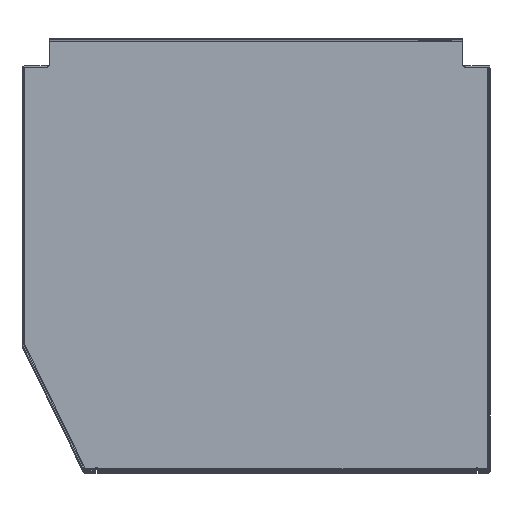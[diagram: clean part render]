
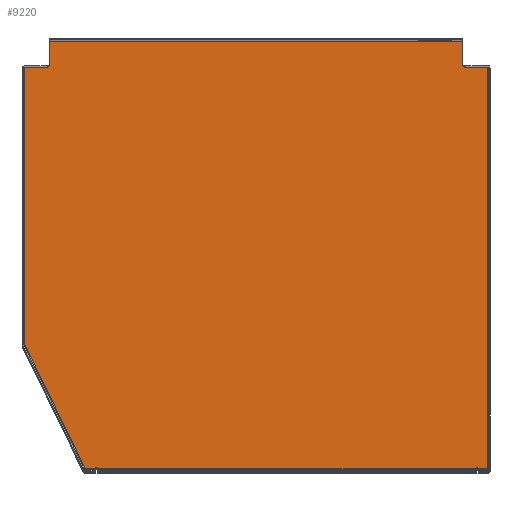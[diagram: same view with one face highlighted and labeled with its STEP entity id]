
A CAD part, top view. The second image highlights one B-rep face of the part: STEP entity #9220.
In plain terms, the highlighted planar face has unit normal (0, 0, 1).
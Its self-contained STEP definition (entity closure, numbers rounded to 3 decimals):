
#152=PLANE('',#9806);
#575=FACE_OUTER_BOUND('',#1094,.T.);
#1094=EDGE_LOOP('',(#6479,#6480,#6481,#6482,#6483,#6484,#6485,#6486,#6487,
#6488,#6489,#6490,#6491,#6492,#6493,#6494,#6495,#6496,#6497));
#1643=LINE('',#12990,#2792);
#1647=LINE('',#13017,#2796);
#1678=LINE('',#13124,#2827);
#1688=LINE('',#13150,#2837);
#1690=LINE('',#13157,#2839);
#1691=LINE('',#13158,#2840);
#1692=LINE('',#13160,#2841);
#1693=LINE('',#13164,#2842);
#1694=LINE('',#13166,#2843);
#1695=LINE('',#13168,#2844);
#1696=LINE('',#13171,#2845);
#1697=LINE('',#13173,#2846);
#1698=LINE('',#13175,#2847);
#1699=LINE('',#13176,#2848);
#1700=LINE('',#13179,#2849);
#2792=VECTOR('',#10456,10.);
#2796=VECTOR('',#10480,10.);
#2827=VECTOR('',#10577,10.);
#2837=VECTOR('',#10595,10.);
#2839=VECTOR('',#10603,1.783);
#2840=VECTOR('',#10604,10.);
#2841=VECTOR('',#10605,10.);
#2842=VECTOR('',#10608,10.);
#2843=VECTOR('',#10609,10.);
#2844=VECTOR('',#10610,10.);
#2845=VECTOR('',#10613,10.);
#2846=VECTOR('',#10614,10.);
#2847=VECTOR('',#10615,10.);
#2848=VECTOR('',#10616,10.);
#2849=VECTOR('',#10619,10.);
#3969=CIRCLE('',#9805,1.25);
#3970=CIRCLE('',#9807,1.);
#3971=CIRCLE('',#9808,1.);
#3972=CIRCLE('',#9809,1.25);
#4117=VERTEX_POINT('',#12983);
#4120=VERTEX_POINT('',#12988);
#4126=VERTEX_POINT('',#13005);
#4128=VERTEX_POINT('',#13011);
#4165=VERTEX_POINT('',#13117);
#4168=VERTEX_POINT('',#13122);
#4177=VERTEX_POINT('',#13143);
#4180=VERTEX_POINT('',#13148);
#4181=VERTEX_POINT('',#13152);
#4182=VERTEX_POINT('',#13156);
#4183=VERTEX_POINT('',#13159);
#4184=VERTEX_POINT('',#13161);
#4185=VERTEX_POINT('',#13163);
#4186=VERTEX_POINT('',#13165);
#4187=VERTEX_POINT('',#13167);
#4188=VERTEX_POINT('',#13169);
#4189=VERTEX_POINT('',#13172);
#4190=VERTEX_POINT('',#13174);
#4191=VERTEX_POINT('',#13177);
#5014=EDGE_CURVE('',#4120,#4117,#1643,.T.);
#5025=EDGE_CURVE('',#4128,#4126,#1647,.T.);
#5077=EDGE_CURVE('',#4165,#4168,#1678,.T.);
#5089=EDGE_CURVE('',#4177,#4180,#1688,.T.);
#5090=EDGE_CURVE('',#4117,#4181,#3969,.T.);
#5092=EDGE_CURVE('',#4182,#4120,#1690,.T.);
#5093=EDGE_CURVE('',#4182,#4177,#1691,.T.);
#5094=EDGE_CURVE('',#4180,#4183,#1692,.T.);
#5095=EDGE_CURVE('',#4184,#4183,#3970,.T.);
#5096=EDGE_CURVE('',#4184,#4185,#1693,.T.);
#5097=EDGE_CURVE('',#4186,#4185,#1694,.T.);
#5098=EDGE_CURVE('',#4187,#4186,#1695,.T.);
#5099=EDGE_CURVE('',#4188,#4187,#3971,.T.);
#5100=EDGE_CURVE('',#4188,#4165,#1696,.T.);
#5101=EDGE_CURVE('',#4168,#4189,#1697,.T.);
#5102=EDGE_CURVE('',#4190,#4189,#1698,.T.);
#5103=EDGE_CURVE('',#4190,#4126,#1699,.T.);
#5104=EDGE_CURVE('',#4128,#4191,#3972,.T.);
#5105=EDGE_CURVE('',#4181,#4191,#1700,.T.);
#6479=ORIENTED_EDGE('',*,*,#5014,.F.);
#6480=ORIENTED_EDGE('',*,*,#5092,.F.);
#6481=ORIENTED_EDGE('',*,*,#5093,.T.);
#6482=ORIENTED_EDGE('',*,*,#5089,.T.);
#6483=ORIENTED_EDGE('',*,*,#5094,.T.);
#6484=ORIENTED_EDGE('',*,*,#5095,.F.);
#6485=ORIENTED_EDGE('',*,*,#5096,.T.);
#6486=ORIENTED_EDGE('',*,*,#5097,.F.);
#6487=ORIENTED_EDGE('',*,*,#5098,.F.);
#6488=ORIENTED_EDGE('',*,*,#5099,.F.);
#6489=ORIENTED_EDGE('',*,*,#5100,.T.);
#6490=ORIENTED_EDGE('',*,*,#5077,.T.);
#6491=ORIENTED_EDGE('',*,*,#5101,.T.);
#6492=ORIENTED_EDGE('',*,*,#5102,.F.);
#6493=ORIENTED_EDGE('',*,*,#5103,.T.);
#6494=ORIENTED_EDGE('',*,*,#5025,.F.);
#6495=ORIENTED_EDGE('',*,*,#5104,.T.);
#6496=ORIENTED_EDGE('',*,*,#5105,.F.);
#6497=ORIENTED_EDGE('',*,*,#5090,.F.);
#9220=ADVANCED_FACE('',(#575),#152,.F.);
#9805=AXIS2_PLACEMENT_3D('',#13153,#10598,#10599);
#9806=AXIS2_PLACEMENT_3D('',#13155,#10601,#10602);
#9807=AXIS2_PLACEMENT_3D('',#13162,#10606,#10607);
#9808=AXIS2_PLACEMENT_3D('',#13170,#10611,#10612);
#9809=AXIS2_PLACEMENT_3D('',#13178,#10617,#10618);
#10456=DIRECTION('',(-1.,0.,0.));
#10480=DIRECTION('',(-1.,0.,0.));
#10577=DIRECTION('',(0.,-1.,0.));
#10595=DIRECTION('',(0.,1.,0.));
#10598=DIRECTION('center_axis',(0.,0.,1.));
#10599=DIRECTION('ref_axis',(-1.,0.,0.));
#10601=DIRECTION('center_axis',(0.,0.,-1.));
#10602=DIRECTION('ref_axis',(-1.,0.,0.));
#10603=DIRECTION('',(0.,-1.,0.));
#10604=DIRECTION('',(-1.,0.,0.));
#10605=DIRECTION('',(-1.,0.,0.));
#10606=DIRECTION('center_axis',(0.,0.,1.));
#10607=DIRECTION('ref_axis',(-0.707,-0.707,0.));
#10608=DIRECTION('',(0.,1.,0.));
#10609=DIRECTION('',(1.,0.,0.));
#10610=DIRECTION('',(0.,1.,0.));
#10611=DIRECTION('center_axis',(0.,0.,1.));
#10612=DIRECTION('ref_axis',(0.707,-0.707,0.));
#10613=DIRECTION('',(-1.,0.,0.));
#10614=DIRECTION('',(-1.,0.,0.));
#10615=DIRECTION('',(0.,1.,0.));
#10616=DIRECTION('',(0.438,-0.899,0.));
#10617=DIRECTION('center_axis',(0.,0.,-1.));
#10618=DIRECTION('ref_axis',(0.707,0.707,0.));
#10619=DIRECTION('',(-1.,0.,0.));
#12983=CARTESIAN_POINT('',(538.55,15.25,101.1));
#12988=CARTESIAN_POINT('',(548.75,15.25,101.1));
#12990=CARTESIAN_POINT('',(292.776,15.25,101.1));
#13005=CARTESIAN_POINT('',(106.315,15.244,101.1));
#13011=CARTESIAN_POINT('',(117.45,15.244,101.1));
#13017=CARTESIAN_POINT('',(75.695,15.244,101.1));
#13117=CARTESIAN_POINT('',(64.25,457.75,101.1));
#13122=CARTESIAN_POINT('',(64.25,456.5,101.1));
#13124=CARTESIAN_POINT('',(64.25,304.103,101.1));
#13143=CARTESIAN_POINT('',(523.75,456.5,101.1));
#13148=CARTESIAN_POINT('',(523.75,457.75,101.1));
#13150=CARTESIAN_POINT('',(523.75,304.103,101.1));
#13152=CARTESIAN_POINT('',(536.05,15.25,101.1));
#13153=CARTESIAN_POINT('Origin',(537.3,15.25,101.1));
#13155=CARTESIAN_POINT('Origin',(40.502,150.457,101.1));
#13156=CARTESIAN_POINT('',(548.75,456.5,101.1));
#13157=CARTESIAN_POINT('',(548.75,234.,101.1));
#13158=CARTESIAN_POINT('',(289.076,456.5,101.1));
#13159=CARTESIAN_POINT('',(522.25,457.75,101.1));
#13160=CARTESIAN_POINT('',(521.25,457.75,101.1));
#13161=CARTESIAN_POINT('',(521.25,458.75,101.1));
#13162=CARTESIAN_POINT('Origin',(522.25,458.75,101.1));
#13163=CARTESIAN_POINT('',(521.25,485.25,101.1));
#13164=CARTESIAN_POINT('',(521.25,454.,101.1));
#13165=CARTESIAN_POINT('',(66.75,485.25,101.1));
#13166=CARTESIAN_POINT('',(116.063,485.25,101.1));
#13167=CARTESIAN_POINT('',(66.75,458.75,101.1));
#13168=CARTESIAN_POINT('',(66.75,454.,101.1));
#13169=CARTESIAN_POINT('',(65.75,457.75,101.1));
#13170=CARTESIAN_POINT('Origin',(65.75,458.75,101.1));
#13171=CARTESIAN_POINT('',(41.5,457.75,101.1));
#13172=CARTESIAN_POINT('',(39.25,456.5,101.1));
#13173=CARTESIAN_POINT('',(289.076,456.5,101.1));
#13174=CARTESIAN_POINT('',(39.25,152.748,101.1));
#13175=CARTESIAN_POINT('',(39.25,345.25,101.1));
#13176=CARTESIAN_POINT('',(35.116,161.225,101.1));
#13177=CARTESIAN_POINT('',(119.95,15.25,101.1));
#13178=CARTESIAN_POINT('Origin',(118.7,15.25,101.1));
#13179=CARTESIAN_POINT('',(102.313,15.25,101.1));
